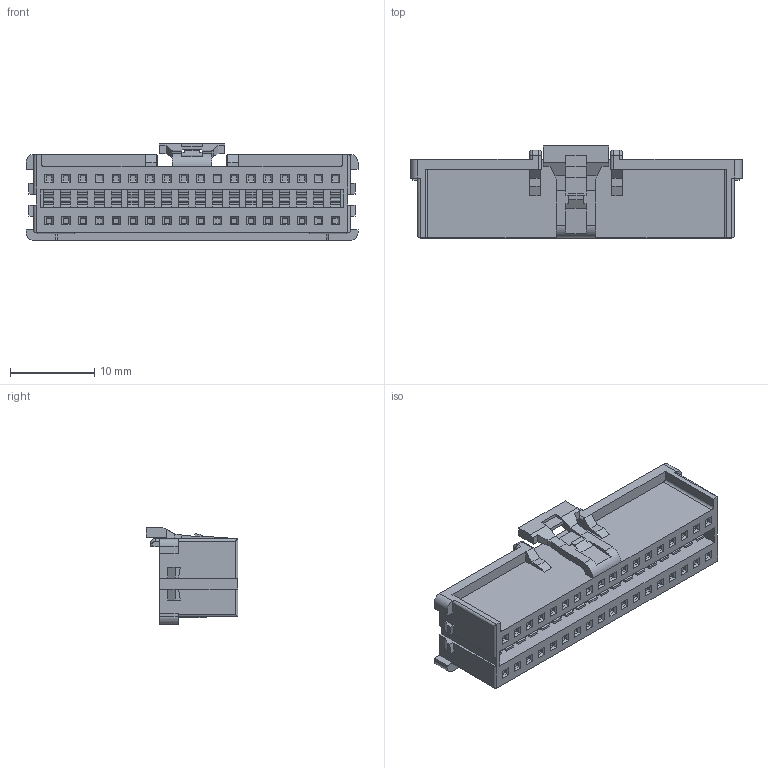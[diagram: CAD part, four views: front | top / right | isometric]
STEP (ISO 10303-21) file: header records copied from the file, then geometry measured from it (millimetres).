
FILE_DESCRIPTION((''),'2;1');
FILE_NAME('513533600','2017-06-06T',('ghp'),(''),'PRO/ENGINEER BY PARAMETRIC TECHNOLOGY CORPORATION, 2012310','PRO/ENGINEER BY PARAMETRIC TECHNOLOGY CORPORATION, 2012310','');
FILE_SCHEMA(('CONFIG_CONTROL_DESIGN'));
Length unit declared in the file: millimetre
Products named in the file (1): 513533600
Bounding box: 39.4 x 10.9 x 11.5 mm (x, y, z)
Volume: 2574.1 mm3; surface area: 2681.2 mm2
Topology: 1 solids, 1 shells, 1530 faces, 3991 edges, 2534 vertices
Faces by surface type: plane 1478, cylinder 48, bspline 2, torus 2
Entity records: 45610 total; most frequent: CARTESIAN_POINT 8171, ORIENTED_EDGE 7982, DIRECTION 7125, EDGE_CURVE 3991, VECTOR 3887, LINE 3887, VERTEX_POINT 2534, AXIS2_PLACEMENT_3D 1619
